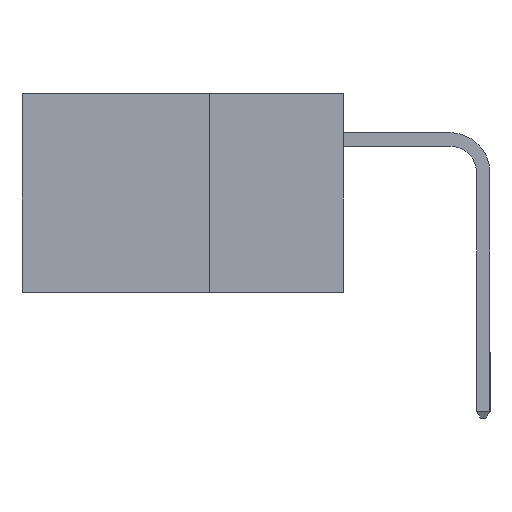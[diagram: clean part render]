
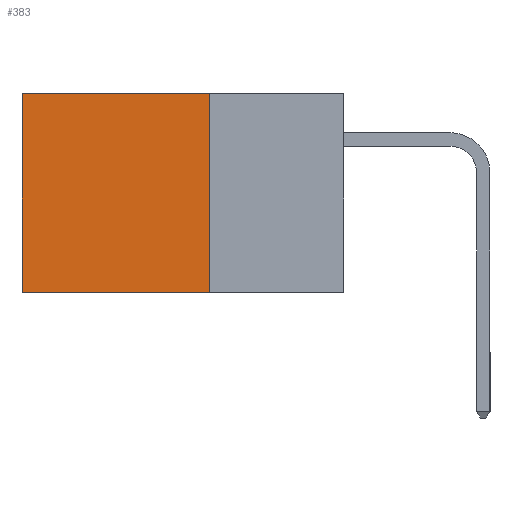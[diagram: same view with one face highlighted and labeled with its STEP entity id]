
A CAD part, left-side view. The second image highlights one B-rep face of the part: STEP entity #383.
In plain terms, the highlighted planar face has unit normal (-1, 0, 0).
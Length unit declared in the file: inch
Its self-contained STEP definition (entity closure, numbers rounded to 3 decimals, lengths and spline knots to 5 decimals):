
#244 = ORIENTED_EDGE ( 'NONE', *, *, #7808, .T. ) ;
#383 = ADVANCED_FACE ( 'NONE', ( #10193 ), #4011, .F. ) ;
#756 = DIRECTION ( 'NONE',  ( 0., 0., -1. ) ) ;
#959 = VECTOR ( 'NONE', #11325, 39.37008 ) ;
#1753 = ORIENTED_EDGE ( 'NONE', *, *, #2242, .T. ) ;
#2211 = ORIENTED_EDGE ( 'NONE', *, *, #11417, .F. ) ;
#2242 = EDGE_CURVE ( 'NONE', #17032, #15308, #10985, .T. ) ;
#3128 = VECTOR ( 'NONE', #4015, 39.37008 ) ;
#3703 = LINE ( 'NONE', #7187, #4334 ) ;
#3884 = CARTESIAN_POINT ( 'NONE',  ( 0.298, 0.25, -0.37 ) ) ;
#4011 = PLANE ( 'NONE',  #12801 ) ;
#4015 = DIRECTION ( 'NONE',  ( 0., 1., 0. ) ) ;
#4334 = VECTOR ( 'NONE', #756, 39.37008 ) ;
#4931 = LINE ( 'NONE', #5991, #959 ) ;
#4954 = VERTEX_POINT ( 'NONE', #3884 ) ;
#5340 = DIRECTION ( 'NONE',  ( 0., 0., -1. ) ) ;
#5991 = CARTESIAN_POINT ( 'NONE',  ( 0.298, 0.25, 0. ) ) ;
#7071 = CARTESIAN_POINT ( 'NONE',  ( 0.298, 0.25, 0. ) ) ;
#7180 = DIRECTION ( 'NONE',  ( 0., 1., 0. ) ) ;
#7187 = CARTESIAN_POINT ( 'NONE',  ( 0.298, 0.6, 0. ) ) ;
#7765 = CARTESIAN_POINT ( 'NONE',  ( 0.298, 0.25, 0. ) ) ;
#7808 = EDGE_CURVE ( 'NONE', #15308, #16239, #3703, .T. ) ;
#7973 = CARTESIAN_POINT ( 'NONE',  ( 0.298, 0.25, -0.37 ) ) ;
#7992 = CARTESIAN_POINT ( 'NONE',  ( 0.298, 0.6, -0.37 ) ) ;
#9446 = DIRECTION ( 'NONE',  ( 1., 0., 0. ) ) ;
#10193 = FACE_OUTER_BOUND ( 'NONE', #12763, .T. ) ;
#10985 = LINE ( 'NONE', #7765, #3128 ) ;
#11325 = DIRECTION ( 'NONE',  ( 0., 0., -1. ) ) ;
#11417 = EDGE_CURVE ( 'NONE', #4954, #16239, #14033, .T. ) ;
#11671 = CARTESIAN_POINT ( 'NONE',  ( 0.298, 0.6, 0. ) ) ;
#12327 = EDGE_CURVE ( 'NONE', #17032, #4954, #4931, .T. ) ;
#12763 = EDGE_LOOP ( 'NONE', ( #244, #2211, #13707, #1753 ) ) ;
#12801 = AXIS2_PLACEMENT_3D ( 'NONE', #13264, #9446, #5340 ) ;
#13264 = CARTESIAN_POINT ( 'NONE',  ( 0.298, 0.25, 0. ) ) ;
#13707 = ORIENTED_EDGE ( 'NONE', *, *, #12327, .F. ) ;
#14033 = LINE ( 'NONE', #7973, #16743 ) ;
#15308 = VERTEX_POINT ( 'NONE', #11671 ) ;
#16239 = VERTEX_POINT ( 'NONE', #7992 ) ;
#16743 = VECTOR ( 'NONE', #7180, 39.37008 ) ;
#17032 = VERTEX_POINT ( 'NONE', #7071 ) ;
